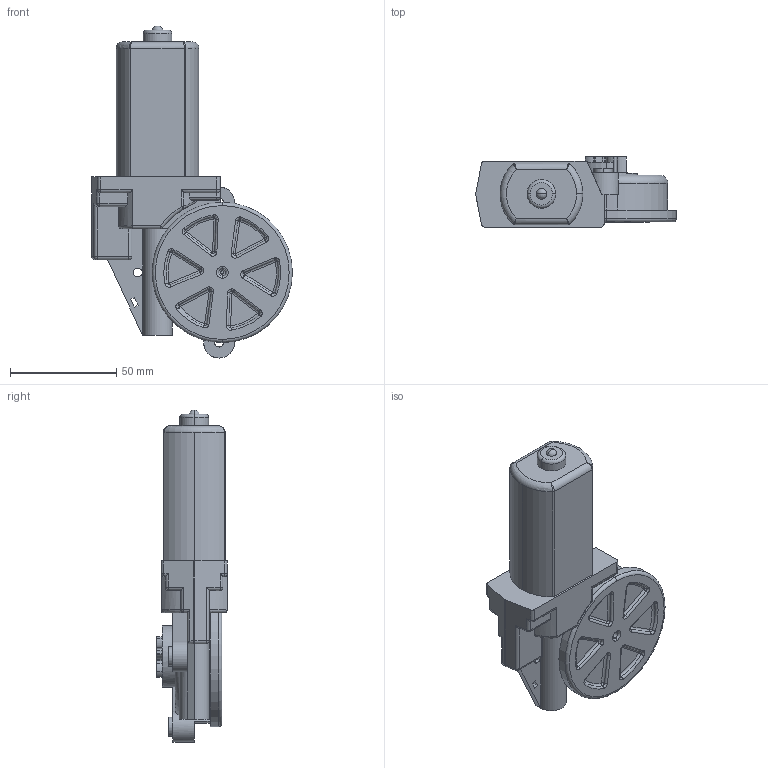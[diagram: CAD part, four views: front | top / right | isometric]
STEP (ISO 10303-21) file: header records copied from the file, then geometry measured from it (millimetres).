
FILE_DESCRIPTION (( 'STEP AP214' ), '1' );
FILE_NAME ('window lifter motor.STEP', '2021-03-21T08:17:56', ( '' ), ( '' ), 'SwSTEP 2.0', 'SolidWorks 2018', '' );
FILE_SCHEMA (( 'AUTOMOTIVE_DESIGN' ));
Length unit declared in the file: millimetre
Products named in the file (3): pinion 7 motor; SL-äâèãàòåëü FDL; window lifter motor
Assembly tree (2 placements, depth 2):
  window lifter motor
    SL-äâèãàòåëü FDL
    pinion 7 motor
Bounding box: 94.47 x 33.1 x 156.25 mm (x, y, z)
Volume: 178175.6 mm3; surface area: 31891.2 mm2
Topology: 2 solids, 2 shells, 355 faces, 913 edges, 544 vertices
Faces by surface type: cylinder 140, plane 90, torus 55, bspline 34, sphere 30, cone 6
Entity records: 16560 total; most frequent: CARTESIAN_POINT 4950, DIRECTION 1829, ORIENTED_EDGE 1760, EDGE_CURVE 880, AXIS2_PLACEMENT_3D 739, VERTEX_POINT 544, CIRCLE 413, EDGE_LOOP 380
